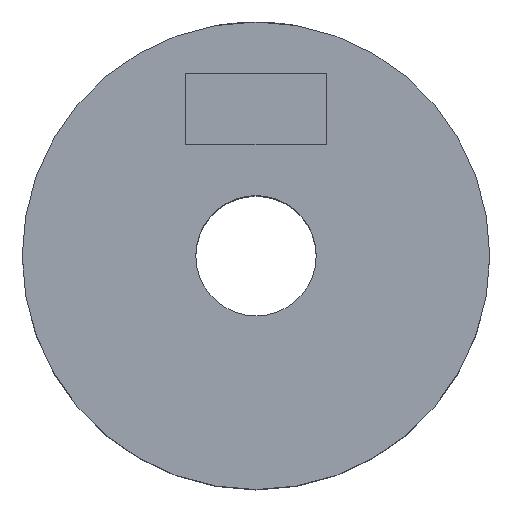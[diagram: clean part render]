
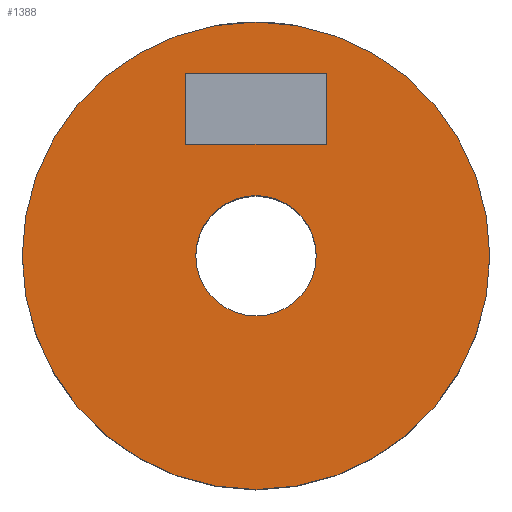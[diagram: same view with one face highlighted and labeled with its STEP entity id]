
A CAD part, top view. The second image highlights one B-rep face of the part: STEP entity #1388.
In plain terms, the highlighted planar face has unit normal (0, 0, 1).
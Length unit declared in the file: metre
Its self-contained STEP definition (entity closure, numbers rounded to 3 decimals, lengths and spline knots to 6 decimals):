
#68=PLANE('',#1479);
#192=LINE('',#3559,#324);
#196=LINE('',#3569,#328);
#199=LINE('',#3575,#331);
#201=LINE('',#3580,#333);
#324=VECTOR('',#1745,1.);
#328=VECTOR('',#1753,1.);
#331=VECTOR('',#1758,1.);
#333=VECTOR('',#1764,1.);
#762=ORIENTED_EDGE('',*,*,#964,.F.);
#763=ORIENTED_EDGE('',*,*,#969,.F.);
#764=ORIENTED_EDGE('',*,*,#972,.T.);
#765=ORIENTED_EDGE('',*,*,#975,.T.);
#766=ORIENTED_EDGE('',*,*,#779,.T.);
#767=ORIENTED_EDGE('',*,*,#777,.F.);
#777=EDGE_CURVE('',#977,#977,#1113,.T.);
#779=EDGE_CURVE('',#979,#979,#1114,.T.);
#964=EDGE_CURVE('',#1104,#1105,#192,.T.);
#969=EDGE_CURVE('',#1108,#1104,#196,.T.);
#972=EDGE_CURVE('',#1108,#1110,#199,.T.);
#975=EDGE_CURVE('',#1110,#1105,#201,.T.);
#977=VERTEX_POINT('',#1778);
#979=VERTEX_POINT('',#1796);
#1104=VERTEX_POINT('',#3558);
#1105=VERTEX_POINT('',#3560);
#1108=VERTEX_POINT('',#3568);
#1110=VERTEX_POINT('',#3574);
#1113=CIRCLE('',#1407,0.002575);
#1114=CIRCLE('',#1409,0.01);
#1214=EDGE_LOOP('',(#762,#763,#764,#765));
#1215=EDGE_LOOP('',(#766));
#1216=EDGE_LOOP('',(#767));
#1298=FACE_BOUND('',#1214,.T.);
#1299=FACE_BOUND('',#1215,.T.);
#1300=FACE_BOUND('',#1216,.T.);
#1388=ADVANCED_FACE('',(#1298,#1299,#1300),#68,.T.);
#1407=AXIS2_PLACEMENT_3D('',#1777,#1489,#1490);
#1409=AXIS2_PLACEMENT_3D('',#1795,#1493,#1494);
#1479=AXIS2_PLACEMENT_3D('',#3581,#1765,#1766);
#1489=DIRECTION('',(0.,0.,1.));
#1490=DIRECTION('',(1.,0.,0.));
#1493=DIRECTION('',(0.,0.,1.));
#1494=DIRECTION('',(1.,0.,0.));
#1745=DIRECTION('',(0.,1.,0.));
#1753=DIRECTION('',(1.,0.,0.));
#1758=DIRECTION('',(0.,1.,0.));
#1764=DIRECTION('',(1.,0.,0.));
#1765=DIRECTION('',(0.,0.,1.));
#1766=DIRECTION('',(1.,0.,0.));
#1777=CARTESIAN_POINT('',(0.,0.01875,0.0195));
#1778=CARTESIAN_POINT('',(0.002575,0.01875,0.0195));
#1795=CARTESIAN_POINT('',(0.,0.01875,0.0195));
#1796=CARTESIAN_POINT('',(0.01,0.01875,0.0195));
#3558=CARTESIAN_POINT('',(0.003,0.023513,0.0195));
#3559=CARTESIAN_POINT('',(0.003,0.025038,0.0195));
#3560=CARTESIAN_POINT('',(0.003,0.026563,0.0195));
#3568=CARTESIAN_POINT('',(-0.003,0.023513,0.0195));
#3569=CARTESIAN_POINT('',(0.,0.023513,0.0195));
#3574=CARTESIAN_POINT('',(-0.003,0.026563,0.0195));
#3575=CARTESIAN_POINT('',(-0.003,0.025038,0.0195));
#3580=CARTESIAN_POINT('',(0.,0.026563,0.0195));
#3581=CARTESIAN_POINT('',(0.,0.01875,0.0195));
